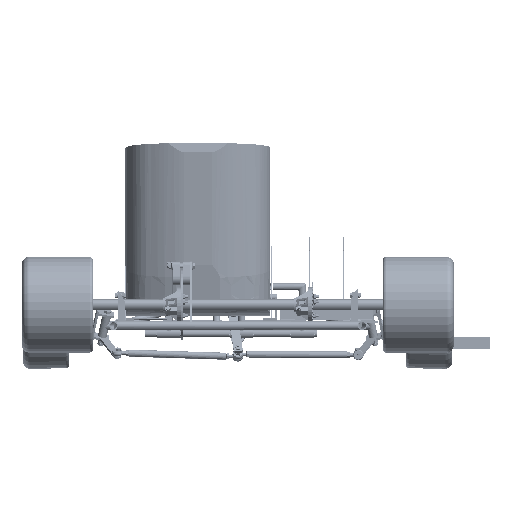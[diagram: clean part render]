
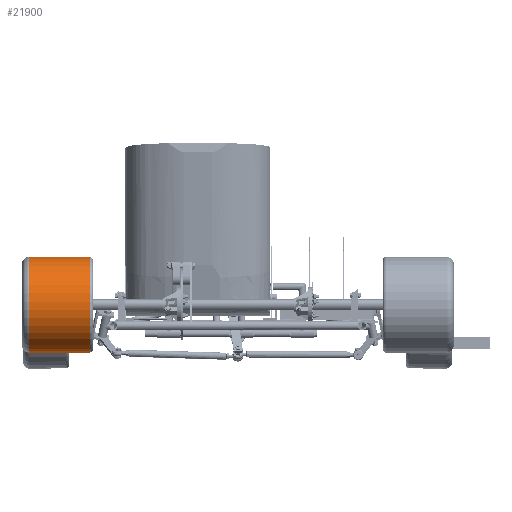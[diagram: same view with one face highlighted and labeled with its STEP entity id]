
A CAD part, front view. The second image highlights one B-rep face of the part: STEP entity #21900.
In plain terms, the highlighted cylindrical face has radius 135 mm (diameter 270 mm), a full revolution.
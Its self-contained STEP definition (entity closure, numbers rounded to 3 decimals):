
#21866=CARTESIAN_POINT('',(135.0,0.,10.0));
#21867=VERTEX_POINT('',#21866);
#21868=CARTESIAN_POINT('',(0.0,0.0,10.0));
#21869=DIRECTION('',(0.0,0.0,-1.0));
#21870=DIRECTION('',(-1.0,0.0,0.0));
#21871=AXIS2_PLACEMENT_3D('',#21868,#21869,#21870);
#21872=CIRCLE('',#21871,135.0);
#21873=EDGE_CURVE('',#21867,#21867,#21872,.T.);
#21881=CARTESIAN_POINT('',(0.0,0.0,0.0));
#21882=DIRECTION('',(0.0,0.0,1.0));
#21883=DIRECTION('',(-1.0,0.0,0.0));
#21884=AXIS2_PLACEMENT_3D('',#21881,#21882,#21883);
#21885=CYLINDRICAL_SURFACE('',#21884,135.0);
#21886=CARTESIAN_POINT('',(135.0,0.,180.0));
#21887=VERTEX_POINT('',#21886);
#21888=CARTESIAN_POINT('',(0.0,0.0,180.0));
#21889=DIRECTION('',(0.0,0.0,1.0));
#21890=DIRECTION('',(-1.0,0.0,0.0));
#21891=AXIS2_PLACEMENT_3D('',#21888,#21889,#21890);
#21892=CIRCLE('',#21891,135.0);
#21893=EDGE_CURVE('',#21887,#21887,#21892,.T.);
#21894=ORIENTED_EDGE('',*,*,#21893,.F.);
#21895=EDGE_LOOP('',(#21894));
#21896=FACE_OUTER_BOUND('',#21895,.T.);
#21897=ORIENTED_EDGE('',*,*,#21873,.F.);
#21898=EDGE_LOOP('',(#21897));
#21899=FACE_BOUND('',#21898,.T.);
#21900=ADVANCED_FACE('',(#21896,#21899),#21885,.T.);
